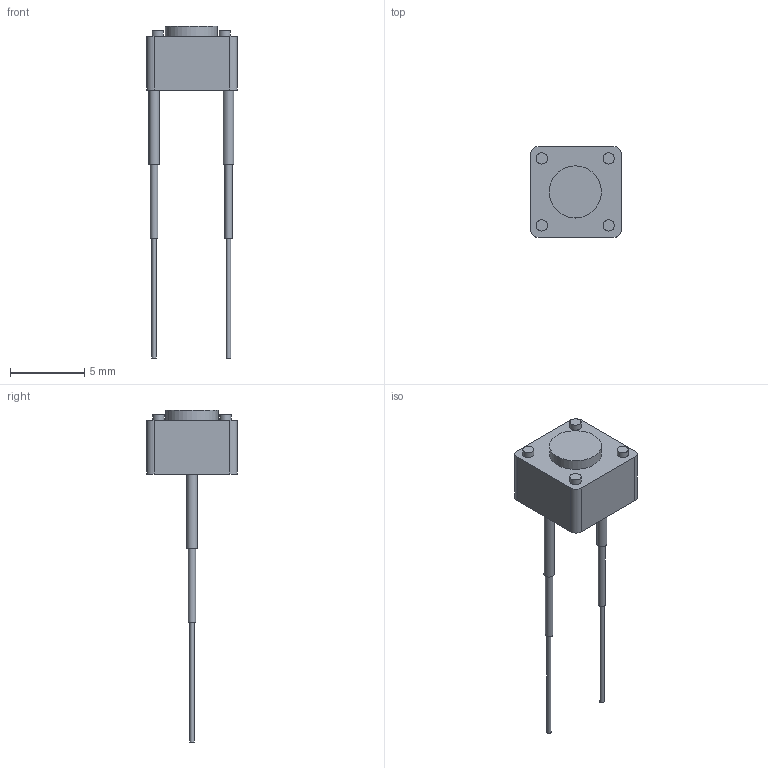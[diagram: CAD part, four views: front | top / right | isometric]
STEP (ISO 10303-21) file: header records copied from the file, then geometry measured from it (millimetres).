
FILE_DESCRIPTION(/* description */ ('STEP AP242','CAx-IF Rec.Pracs.---Representation and Presentation of Product Manufacturing Information (PMI)---4.0---2014-10-13','CAx-IF Rec.Pracs.---3D Tessellated Geometry---0.4---2014-09-14','2;1'),/* implementation_level */ '2;1');
FILE_NAME(/* name */ '662d73f7858f15573ea8e7f7',/* time_stamp */ '2024-04-27T21:53:59Z',/* author */ (''),/* organization */ (''),/* preprocessor_version */ 'ST-DEVELOPER v20',/* originating_system */ ' ',/* authorisation */ ' ');
FILE_SCHEMA (('AP242_MANAGED_MODEL_BASED_3D_ENGINEERING_MIM_LF { 1 0 10303 442 1 1 4 }'));
Length unit declared in the file: metre
Products named in the file (1): Part 1
Bounding box: 6.1 x 6.1 x 22.3 mm (x, y, z)
Volume: 147.6 mm3; surface area: 223 mm2
Topology: 1 solids, 1 shells, 32 faces, 59 edges, 40 vertices
Faces by surface type: plane 17, cylinder 15
Full cylindrical faces by diameter (mm): 0.3 x2, 0.5 x2, 0.7 x2, 0.75 x4, 3.5 x1
Entity records: 985 total; most frequent: DIRECTION 142, CARTESIAN_POINT 117, ORIENTED_EDGE 92, AXIS2_PLACEMENT_3D 63, EDGE_LOOP 54, FACE_BOUND 54, EDGE_CURVE 46, VERTEX_POINT 38
